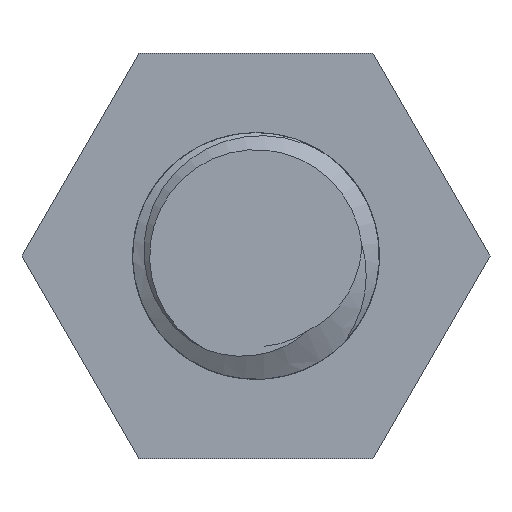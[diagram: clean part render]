
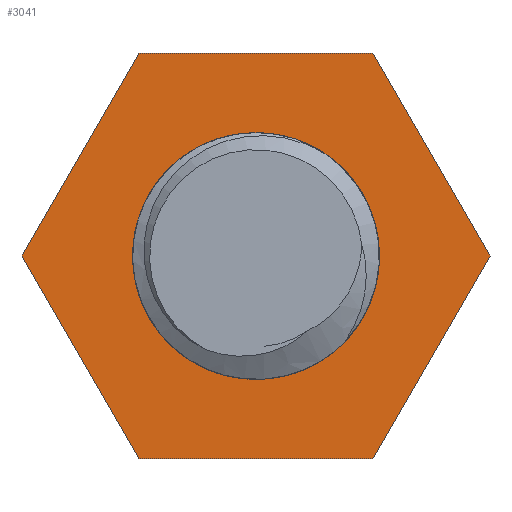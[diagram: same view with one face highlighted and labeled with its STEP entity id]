
A CAD part, front view. The second image highlights one B-rep face of the part: STEP entity #3041.
In plain terms, the highlighted planar face has unit normal (0, -1, 0).
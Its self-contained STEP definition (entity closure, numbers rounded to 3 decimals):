
#2=DIRECTION('',(-0.5,0.,0.866));
#3=VECTOR('',#2,2.75);
#4=CARTESIAN_POINT('',(-1.375,0.,-2.382));
#5=LINE('',#4,#3);
#6=DIRECTION('',(0.5,0.,0.866));
#7=VECTOR('',#6,2.75);
#8=CARTESIAN_POINT('',(-2.75,0.,0.));
#9=LINE('',#8,#7);
#10=DIRECTION('',(1.,0.,0.));
#11=VECTOR('',#10,2.75);
#12=CARTESIAN_POINT('',(-1.375,0.,2.382));
#13=LINE('',#12,#11);
#14=DIRECTION('',(0.5,0.,-0.866));
#15=VECTOR('',#14,2.75);
#16=CARTESIAN_POINT('',(1.375,0.,2.382));
#17=LINE('',#16,#15);
#18=DIRECTION('',(-0.5,0.,-0.866));
#19=VECTOR('',#18,2.75);
#20=CARTESIAN_POINT('',(2.75,0.,0.));
#21=LINE('',#20,#19);
#22=DIRECTION('',(-1.,0.,0.));
#23=VECTOR('',#22,2.75);
#24=CARTESIAN_POINT('',(1.375,0.,-2.382));
#25=LINE('',#24,#23);
#26=CARTESIAN_POINT('',(0.,0.,0.));
#27=DIRECTION('',(0.,-1.,0.));
#28=DIRECTION('',(0.,0.,1.));
#29=AXIS2_PLACEMENT_3D('',#26,#27,#28);
#31=CARTESIAN_POINT('',(0.,0.,0.));
#32=DIRECTION('',(0.,-1.,0.));
#33=DIRECTION('',(0.,0.,-1.));
#34=AXIS2_PLACEMENT_3D('',#31,#32,#33);
#2869=CARTESIAN_POINT('',(-1.375,0.,-2.382));
#2870=CARTESIAN_POINT('',(-2.75,0.,0.));
#2871=VERTEX_POINT('',#2869);
#2872=VERTEX_POINT('',#2870);
#2873=CARTESIAN_POINT('',(-1.375,0.,2.382));
#2874=VERTEX_POINT('',#2873);
#2875=CARTESIAN_POINT('',(1.375,0.,2.382));
#2876=VERTEX_POINT('',#2875);
#2877=CARTESIAN_POINT('',(2.75,0.,0.));
#2878=VERTEX_POINT('',#2877);
#2879=CARTESIAN_POINT('',(1.375,0.,-2.382));
#2880=VERTEX_POINT('',#2879);
#2961=CARTESIAN_POINT('',(0.,0.,1.45));
#2962=CARTESIAN_POINT('',(0.,0.,-1.45));
#2963=VERTEX_POINT('',#2961);
#2964=VERTEX_POINT('',#2962);
#3016=CARTESIAN_POINT('',(0.,0.,0.));
#3017=DIRECTION('',(0.,1.,0.));
#3018=DIRECTION('',(1.,0.,0.));
#3019=AXIS2_PLACEMENT_3D('',#3016,#3017,#3018);
#3020=PLANE('',#3019);
#3022=ORIENTED_EDGE('',*,*,#3021,.T.);
#3024=ORIENTED_EDGE('',*,*,#3023,.T.);
#3026=ORIENTED_EDGE('',*,*,#3025,.T.);
#3028=ORIENTED_EDGE('',*,*,#3027,.T.);
#3030=ORIENTED_EDGE('',*,*,#3029,.T.);
#3032=ORIENTED_EDGE('',*,*,#3031,.T.);
#3033=EDGE_LOOP('',(#3022,#3024,#3026,#3028,#3030,#3032));
#3034=FACE_OUTER_BOUND('',#3033,.F.);
#3036=ORIENTED_EDGE('',*,*,#3035,.T.);
#3038=ORIENTED_EDGE('',*,*,#3037,.T.);
#3039=EDGE_LOOP('',(#3036,#3038));
#3040=FACE_BOUND('',#3039,.F.);
#3041=ADVANCED_FACE('',(#3034,#3040),#3020,.F.);
#30=CIRCLE('',#29,1.45);
#35=CIRCLE('',#34,1.45);
#3021=EDGE_CURVE('',#2871,#2872,#5,.T.);
#3023=EDGE_CURVE('',#2872,#2874,#9,.T.);
#3025=EDGE_CURVE('',#2874,#2876,#13,.T.);
#3027=EDGE_CURVE('',#2876,#2878,#17,.T.);
#3029=EDGE_CURVE('',#2878,#2880,#21,.T.);
#3031=EDGE_CURVE('',#2880,#2871,#25,.T.);
#3035=EDGE_CURVE('',#2963,#2964,#30,.T.);
#3037=EDGE_CURVE('',#2964,#2963,#35,.T.);
